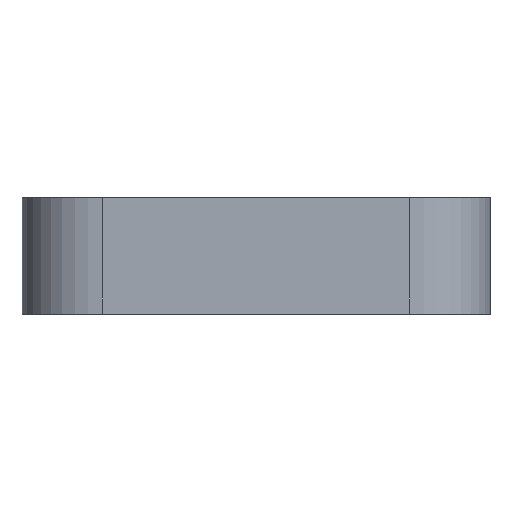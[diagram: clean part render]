
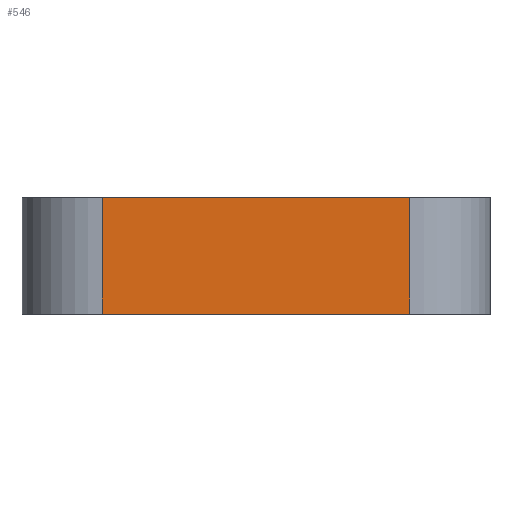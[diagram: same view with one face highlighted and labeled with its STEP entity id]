
A CAD part, top view. The second image highlights one B-rep face of the part: STEP entity #546.
In plain terms, the highlighted planar face has unit normal (0, 0, 1).
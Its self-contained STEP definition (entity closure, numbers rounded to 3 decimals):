
#110=DIRECTION('',(0.,1.,0.));
#111=VECTOR('',#110,71.);
#112=CARTESIAN_POINT('',(93.5,0.,75.));
#113=LINE('',#112,#111);
#124=DIRECTION('',(-1.,0.,0.));
#125=VECTOR('',#124,187.);
#126=CARTESIAN_POINT('',(93.5,0.,75.));
#127=LINE('',#126,#125);
#138=DIRECTION('',(0.,-1.,0.));
#139=VECTOR('',#138,71.);
#140=CARTESIAN_POINT('',(-93.5,71.,75.));
#141=LINE('',#140,#139);
#196=DIRECTION('',(-1.,0.,0.));
#197=VECTOR('',#196,187.);
#198=CARTESIAN_POINT('',(93.5,71.,75.));
#199=LINE('',#198,#197);
#378=CARTESIAN_POINT('',(-93.5,0.,75.));
#379=VERTEX_POINT('',#378);
#380=CARTESIAN_POINT('',(93.5,0.,75.));
#381=VERTEX_POINT('',#380);
#426=CARTESIAN_POINT('',(93.5,71.,75.));
#427=VERTEX_POINT('',#426);
#428=CARTESIAN_POINT('',(-93.5,71.,75.));
#429=VERTEX_POINT('',#428);
#533=CARTESIAN_POINT('',(-93.5,0.,75.));
#534=DIRECTION('',(0.,0.,1.));
#535=DIRECTION('',(1.,0.,0.));
#536=AXIS2_PLACEMENT_3D('',#533,#534,#535);
#537=PLANE('',#536);
#538=ORIENTED_EDGE('',*,*,#447,.T.);
#540=ORIENTED_EDGE('',*,*,#539,.F.);
#542=ORIENTED_EDGE('',*,*,#541,.F.);
#543=ORIENTED_EDGE('',*,*,#525,.F.);
#544=EDGE_LOOP('',(#538,#540,#542,#543));
#545=FACE_OUTER_BOUND('',#544,.F.);
#447=EDGE_CURVE('',#381,#379,#127,.T.);
#525=EDGE_CURVE('',#381,#427,#113,.T.);
#539=EDGE_CURVE('',#429,#379,#141,.T.);
#541=EDGE_CURVE('',#427,#429,#199,.T.);
#546=ADVANCED_FACE('',(#545),#537,.T.);
